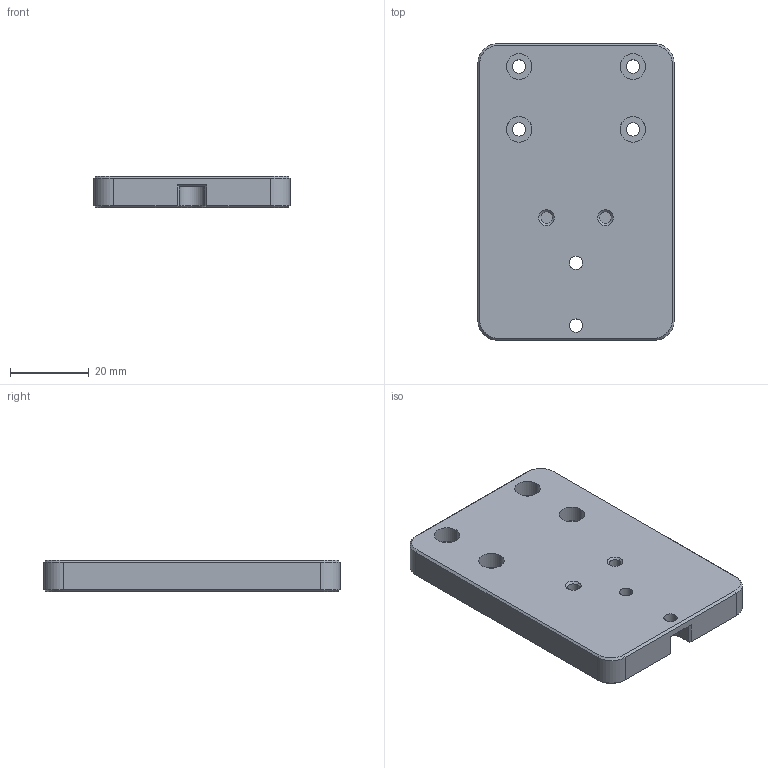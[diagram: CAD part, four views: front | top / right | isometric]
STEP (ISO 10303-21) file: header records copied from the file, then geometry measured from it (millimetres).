
FILE_DESCRIPTION (( 'STEP AP203' ), '1' );
FILE_NAME ('PDG60-3-1.STEP', '2024-02-15T05:34:37', ( '' ), ( '' ), 'SwSTEP 2.0', 'SolidWorks 2020', '' );
FILE_SCHEMA (( 'CONFIG_CONTROL_DESIGN' ));
Length unit declared in the file: millimetre
Products named in the file (1): PDG60-3-1
Bounding box: 50 x 75.5 x 8 mm (x, y, z)
Volume: 28729 mm3; surface area: 10024.2 mm2
Topology: 1 solids, 1 shells, 86 faces, 191 edges, 116 vertices
Faces by surface type: cylinder 35, plane 34, cone 17
Entity records: 2471 total; most frequent: DIRECTION 452, CARTESIAN_POINT 394, ORIENTED_EDGE 382, EDGE_CURVE 191, AXIS2_PLACEMENT_3D 174, VERTEX_POINT 116, EDGE_LOOP 107, LINE 104
